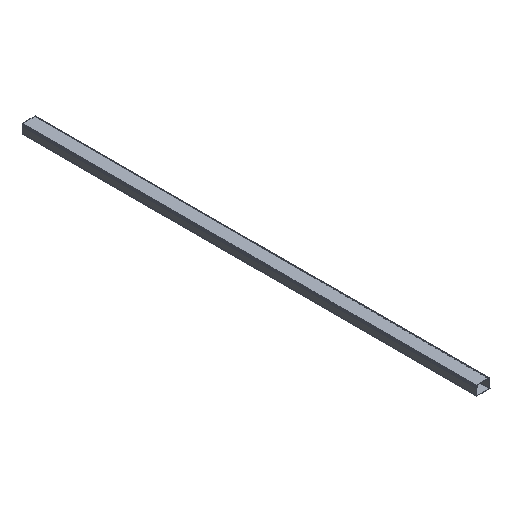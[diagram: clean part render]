
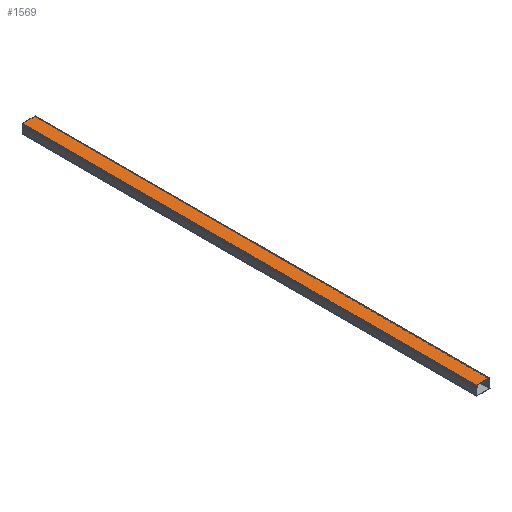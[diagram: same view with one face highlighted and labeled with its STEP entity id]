
A CAD part, isometric view. The second image highlights one B-rep face of the part: STEP entity #1569.
In plain terms, the highlighted face is planar.
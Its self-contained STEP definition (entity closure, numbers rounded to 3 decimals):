
#1257=DIRECTION('',(-1.,0.,0.));
#1258=VECTOR('',#1257,56.4);
#1259=CARTESIAN_POINT('',(28.2,28.353,67.576));
#1260=LINE('',#1259,#1258);
#1265=DIRECTION('',(0.,0.,-1.));
#1266=VECTOR('',#1265,2000.);
#1267=CARTESIAN_POINT('',(28.2,28.353,67.576));
#1268=LINE('',#1267,#1266);
#1282=DIRECTION('',(-1.,0.,0.));
#1283=VECTOR('',#1282,56.4);
#1284=CARTESIAN_POINT('',(28.2,28.353,-1932.424));
#1285=LINE('',#1284,#1283);
#1343=DIRECTION('',(0.,0.,1.));
#1344=VECTOR('',#1343,2000.);
#1345=CARTESIAN_POINT('',(-28.2,28.353,
-1932.424));
#1346=LINE('',#1345,#1344);
#1439=CARTESIAN_POINT('',(28.2,28.353,67.576));
#1440=CARTESIAN_POINT('',(-28.2,28.353,67.576));
#1441=VERTEX_POINT('',#1439);
#1442=VERTEX_POINT('',#1440);
#1475=CARTESIAN_POINT('',(28.2,28.353,-1932.424));
#1476=CARTESIAN_POINT('',(-28.2,28.353,
-1932.424));
#1477=VERTEX_POINT('',#1475);
#1478=VERTEX_POINT('',#1476);
#1555=CARTESIAN_POINT('',(0.,28.353,-13.));
#1556=DIRECTION('',(0.,1.,0.));
#1557=DIRECTION('',(-1.,0.,0.));
#1558=AXIS2_PLACEMENT_3D('',#1555,#1556,#1557);
#1559=PLANE('',#1558);
#1561=ORIENTED_EDGE('',*,*,#1560,.F.);
#1562=ORIENTED_EDGE('',*,*,#1516,.T.);
#1564=ORIENTED_EDGE('',*,*,#1563,.F.);
#1566=ORIENTED_EDGE('',*,*,#1565,.F.);
#1567=EDGE_LOOP('',(#1561,#1562,#1564,#1566));
#1568=FACE_OUTER_BOUND('',#1567,.F.);
#1569=ADVANCED_FACE('',(#1568),#1559,.T.);
#1516=EDGE_CURVE('',#1441,#1442,#1260,.T.);
#1560=EDGE_CURVE('',#1441,#1477,#1268,.T.);
#1563=EDGE_CURVE('',#1478,#1442,#1346,.T.);
#1565=EDGE_CURVE('',#1477,#1478,#1285,.T.);
